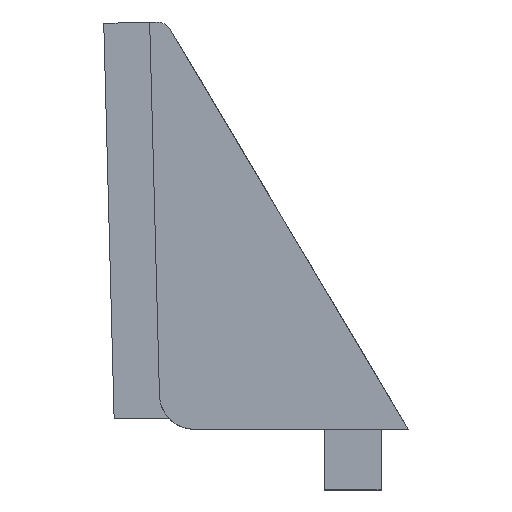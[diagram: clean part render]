
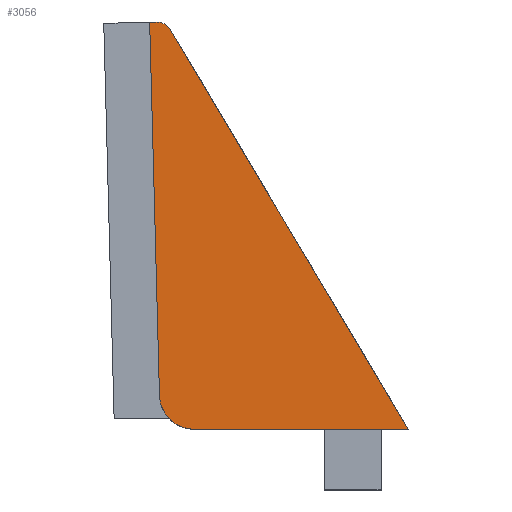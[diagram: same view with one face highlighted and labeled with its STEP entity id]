
A CAD part, left-side view. The second image highlights one B-rep face of the part: STEP entity #3056.
In plain terms, the highlighted planar face has unit normal (-1, 0, 0).
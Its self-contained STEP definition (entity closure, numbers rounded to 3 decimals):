
#3010=AXIS2_PLACEMENT_3D('Circle Axis2P3D',#3008,#3009,$) ;
#3046=AXIS2_PLACEMENT_3D('Plane Axis2P3D',#3043,#3044,#3045) ;
#173=CARTESIAN_POINT('Vertex',(0.,0.,3.04)) ;
#201=CARTESIAN_POINT('Vertex',(0.,11.981,23.178)) ;
#204=CARTESIAN_POINT('Line Origine',(0.,5.991,13.109)) ;
#720=CARTESIAN_POINT('Line Origine',(0.,5.353,3.04)) ;
#724=CARTESIAN_POINT('Vertex',(0.,10.707,3.04)) ;
#1795=CARTESIAN_POINT('Vertex',(0.,12.946,23.425)) ;
#1798=CARTESIAN_POINT('Line Origine',(0.,12.793,23.429)) ;
#1802=CARTESIAN_POINT('Vertex',(0.,12.641,23.432)) ;
#1831=CARTESIAN_POINT('Vertex',(0.,12.456,4.744)) ;
#1836=CARTESIAN_POINT('Line Origine',(0.,12.701,14.084)) ;
#1865=CARTESIAN_POINT('Control Point',(0.,10.707,3.04)) ;
#1866=CARTESIAN_POINT('Control Point',(0.,11.248,3.04)) ;
#1867=CARTESIAN_POINT('Control Point',(0.,11.789,3.248)) ;
#1868=CARTESIAN_POINT('Control Point',(0.,12.22,3.668)) ;
#1869=CARTESIAN_POINT('Control Point',(0.,12.442,4.204)) ;
#1870=CARTESIAN_POINT('Control Point',(0.,12.456,4.744)) ;
#3008=CARTESIAN_POINT('Axis2P3D Location',(0.,12.617,22.512)) ;
#3043=CARTESIAN_POINT('Axis2P3D Location',(0.,-15.789,5.277)) ;
#205=DIRECTION('Vector Direction',(0.,0.511,0.859)) ;
#721=DIRECTION('Vector Direction',(0.,1.,0.)) ;
#1799=DIRECTION('Vector Direction',(0.,1.,-0.026)) ;
#1837=DIRECTION('Vector Direction',(0.,0.026,1.)) ;
#3009=DIRECTION('Axis2P3D Direction',(1.,0.,0.)) ;
#3044=DIRECTION('Axis2P3D Direction',(-1.,0.,0.)) ;
#3045=DIRECTION('Axis2P3D XDirection',(0.,0.719,-0.695)) ;
#206=VECTOR('Line Direction',#205,1.) ;
#722=VECTOR('Line Direction',#721,1.) ;
#1800=VECTOR('Line Direction',#1799,1.) ;
#1838=VECTOR('Line Direction',#1837,1.) ;
#3049=ORIENTED_EDGE('',*,*,#3012,.T.) ;
#3050=ORIENTED_EDGE('',*,*,#1804,.T.) ;
#3051=ORIENTED_EDGE('',*,*,#1840,.T.) ;
#3052=ORIENTED_EDGE('',*,*,#1871,.T.) ;
#3053=ORIENTED_EDGE('',*,*,#726,.T.) ;
#3054=ORIENTED_EDGE('',*,*,#208,.T.) ;
#3056=ADVANCED_FACE('ABDECKHAUBE',(#3055),#3047,.T.) ;
#1864=B_SPLINE_CURVE_WITH_KNOTS('',5,(#1865,#1866,#1867,#1868,#1869,#1870),.UNSPECIFIED.,.F.,.U.,(6,6),(10.707,13.41),.UNSPECIFIED.) ;
#3011=CIRCLE('generated circle',#3010,0.921) ;
#208=EDGE_CURVE('',#174,#202,#207,.T.) ;
#726=EDGE_CURVE('',#725,#174,#723,.F.) ;
#1804=EDGE_CURVE('',#1803,#1796,#1801,.T.) ;
#1840=EDGE_CURVE('',#1796,#1832,#1839,.F.) ;
#1871=EDGE_CURVE('',#1832,#725,#1864,.F.) ;
#3012=EDGE_CURVE('',#202,#1803,#3011,.F.) ;
#3048=EDGE_LOOP('',(#3049,#3050,#3051,#3052,#3053,#3054)) ;
#3055=FACE_OUTER_BOUND('',#3048,.T.) ;
#207=LINE('Line',#204,#206) ;
#723=LINE('Line',#720,#722) ;
#1801=LINE('Line',#1798,#1800) ;
#1839=LINE('Line',#1836,#1838) ;
#3047=PLANE('',#3046) ;
#174=VERTEX_POINT('',#173) ;
#202=VERTEX_POINT('',#201) ;
#725=VERTEX_POINT('',#724) ;
#1796=VERTEX_POINT('',#1795) ;
#1803=VERTEX_POINT('',#1802) ;
#1832=VERTEX_POINT('',#1831) ;
